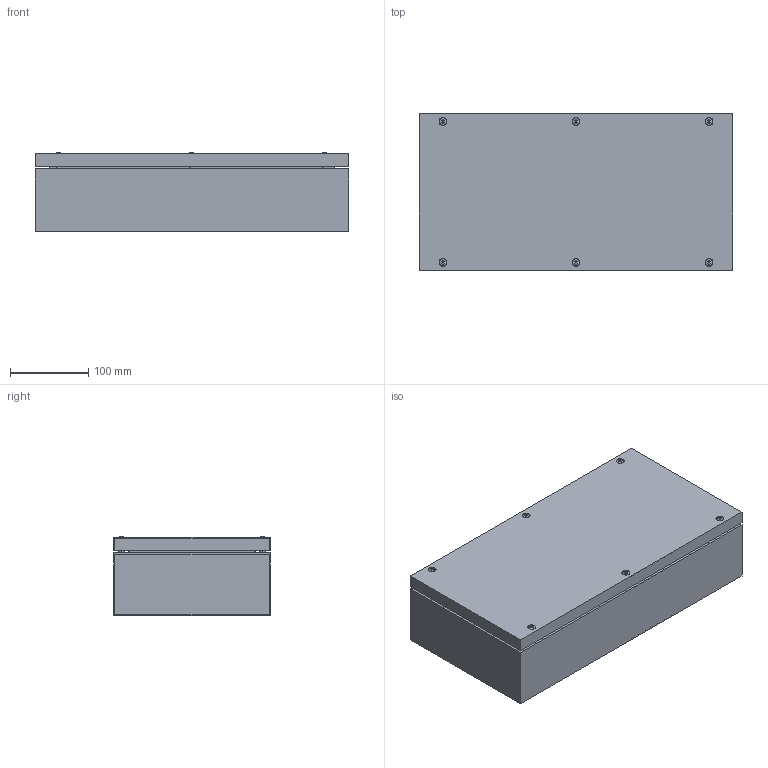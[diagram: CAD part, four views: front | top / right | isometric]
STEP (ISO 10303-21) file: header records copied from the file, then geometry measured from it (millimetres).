
FILE_DESCRIPTION (( 'STEP AP214' ), '1' );
FILE_NAME ('2411-4020-10-30.step', '2024-01-23T07:04:49', ( '' ), ( '' ), 'SwSTEP 2.0', 'SolidWorks 2019', '' );
FILE_SCHEMA (( 'AUTOMOTIVE_DESIGN' ));
Length unit declared in the file: millimetre
Products named in the file (4): Deckel_4020; 2411-4020-10-30; Apparateschiene_2462-0502-03-91; Korpus_4020-10
Assembly tree (3 placements, depth 2):
  2411-4020-10-30
    Korpus_4020-10
    Deckel_4020
    Apparateschiene_2462-0502-03-91
Bounding box: 400 x 200 x 100.96 mm (x, y, z)
Volume: 507714.4 mm3; surface area: 689085.7 mm2
Topology: 15 solids, 15 shells, 511 faces, 1227 edges, 792 vertices
Faces by surface type: plane 304, cylinder 147, cone 60
Entity records: 18134 total; most frequent: CARTESIAN_POINT 3028, DIRECTION 2459, ORIENTED_EDGE 2430, EDGE_CURVE 1215, AXIS2_PLACEMENT_3D 847, VERTEX_POINT 792, LINE 765, VECTOR 765
